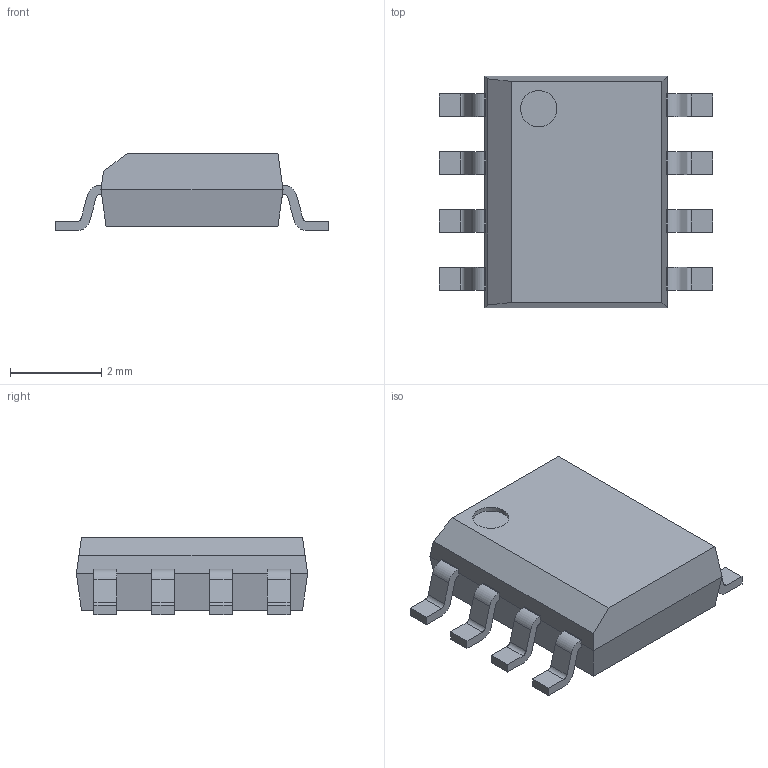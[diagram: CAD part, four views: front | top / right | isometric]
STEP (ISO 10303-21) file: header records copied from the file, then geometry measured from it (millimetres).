
FILE_DESCRIPTION((''),'2;1');
FILE_NAME('SOIC127P600-8 (SO-8).stp','2013-03-19T09:45:25',('yvshub'),(''),'Autodesk Inventor 2011','Autodesk Inventor 2011','');
FILE_SCHEMA(('AUTOMOTIVE_DESIGN { 1 0 10303 214 1 1 1 1 }'));
Length unit declared in the file: millimetre
Products named in the file (1): SOIC127P600-8 (SO-8)
Bounding box: 6 x 5.08 x 1.7 mm (x, y, z)
Volume: 31.6 mm3; surface area: 81.5 mm2
Topology: 1 solids, 1 shells, 117 faces, 338 edges, 224 vertices
Faces by surface type: plane 84, cylinder 33
Full cylindrical faces by diameter (mm): 0.8 x1
Entity records: 3997 total; most frequent: CARTESIAN_POINT 679, ORIENTED_EDGE 674, DIRECTION 639, EDGE_CURVE 337, VECTOR 271, LINE 271, VERTEX_POINT 224, AXIS2_PLACEMENT_3D 184
